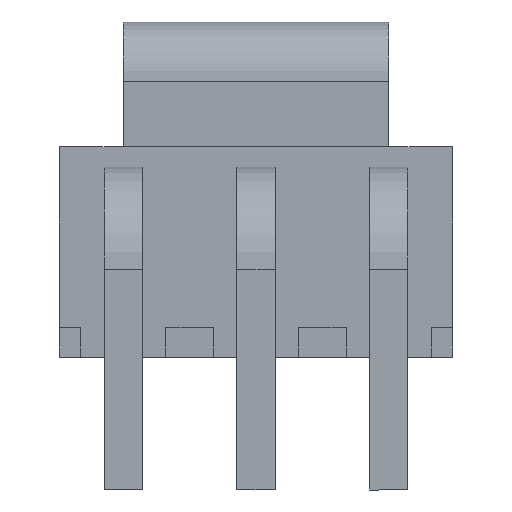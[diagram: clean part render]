
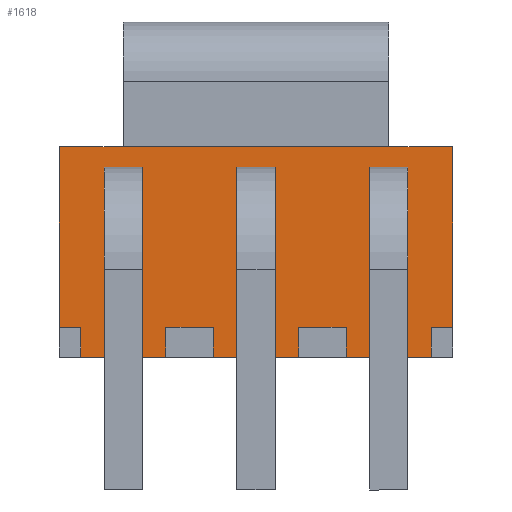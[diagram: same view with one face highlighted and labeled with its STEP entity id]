
A CAD part, front view. The second image highlights one B-rep face of the part: STEP entity #1618.
In plain terms, the highlighted planar face has unit normal (0, -1, 0).
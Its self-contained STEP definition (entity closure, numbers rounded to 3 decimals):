
#1395=CARTESIAN_POINT('',(5.867,5.918,0.889));
#1396=VERTEX_POINT('',#1395);
#1459=CARTESIAN_POINT('',(5.867,5.918,6.286));
#1460=VERTEX_POINT('',#1459);
#1467=CARTESIAN_POINT('',(5.867,5.918,0.889));
#1468=DIRECTION('',(0.0,0.0,1.0));
#1469=VECTOR('',#1468,5.397);
#1470=LINE('',#1467,#1469);
#1471=EDGE_CURVE('',#1396,#1460,#1470,.T.);
#1476=CARTESIAN_POINT('',(6.454,5.918,-0.314));
#1477=DIRECTION('',(0.0,-1.0,0.0));
#1478=DIRECTION('',(0.0,0.0,1.0));
#1479=AXIS2_PLACEMENT_3D('',#1476,#1477,#1478);
#1480=PLANE('',#1479);
#1481=CARTESIAN_POINT('',(-3.962,5.918,6.287));
#1482=VERTEX_POINT('',#1481);
#1483=CARTESIAN_POINT('',(-5.867,5.918,6.287));
#1484=VERTEX_POINT('',#1483);
#1485=CARTESIAN_POINT('',(-3.962,5.918,6.287));
#1486=DIRECTION('',(-1.0,0.0,0.0));
#1487=VECTOR('',#1486,1.905);
#1488=LINE('',#1485,#1487);
#1489=EDGE_CURVE('',#1482,#1484,#1488,.T.);
#1490=ORIENTED_EDGE('',*,*,#1489,.T.);
#1491=CARTESIAN_POINT('',(-5.867,5.918,0.889));
#1492=VERTEX_POINT('',#1491);
#1493=CARTESIAN_POINT('',(-5.867,5.918,0.889));
#1494=DIRECTION('',(0.0,0.0,1.0));
#1495=VECTOR('',#1494,5.397);
#1496=LINE('',#1493,#1495);
#1497=EDGE_CURVE('',#1492,#1484,#1496,.T.);
#1498=ORIENTED_EDGE('',*,*,#1497,.F.);
#1499=CARTESIAN_POINT('',(-5.232,5.918,0.889));
#1500=VERTEX_POINT('',#1499);
#1501=CARTESIAN_POINT('',(-5.232,5.918,0.889));
#1502=DIRECTION('',(-1.0,0.0,0.0));
#1503=VECTOR('',#1502,0.635);
#1504=LINE('',#1501,#1503);
#1505=EDGE_CURVE('',#1500,#1492,#1504,.T.);
#1506=ORIENTED_EDGE('',*,*,#1505,.F.);
#1507=CARTESIAN_POINT('',(-5.232,5.918,0.));
#1508=VERTEX_POINT('',#1507);
#1509=CARTESIAN_POINT('',(-5.232,5.918,0.));
#1510=DIRECTION('',(0.0,0.0,1.0));
#1511=VECTOR('',#1510,0.889);
#1512=LINE('',#1509,#1511);
#1513=EDGE_CURVE('',#1508,#1500,#1512,.T.);
#1514=ORIENTED_EDGE('',*,*,#1513,.F.);
#1515=CARTESIAN_POINT('',(-2.692,5.918,0.));
#1516=VERTEX_POINT('',#1515);
#1517=CARTESIAN_POINT('',(-5.232,5.918,0.));
#1518=DIRECTION('',(1.0,0.0,0.0));
#1519=VECTOR('',#1518,2.54);
#1520=LINE('',#1517,#1519);
#1521=EDGE_CURVE('',#1508,#1516,#1520,.T.);
#1522=ORIENTED_EDGE('',*,*,#1521,.T.);
#1523=CARTESIAN_POINT('',(-2.692,5.918,0.889));
#1524=VERTEX_POINT('',#1523);
#1525=CARTESIAN_POINT('',(-2.692,5.918,0.));
#1526=DIRECTION('',(0.0,0.0,1.0));
#1527=VECTOR('',#1526,0.889);
#1528=LINE('',#1525,#1527);
#1529=EDGE_CURVE('',#1516,#1524,#1528,.T.);
#1530=ORIENTED_EDGE('',*,*,#1529,.T.);
#1531=CARTESIAN_POINT('',(-1.27,5.918,0.889));
#1532=VERTEX_POINT('',#1531);
#1533=CARTESIAN_POINT('',(-1.27,5.918,0.889));
#1534=DIRECTION('',(-1.0,0.0,0.0));
#1535=VECTOR('',#1534,1.422);
#1536=LINE('',#1533,#1535);
#1537=EDGE_CURVE('',#1532,#1524,#1536,.T.);
#1538=ORIENTED_EDGE('',*,*,#1537,.F.);
#1539=CARTESIAN_POINT('',(-1.27,5.918,0.));
#1540=VERTEX_POINT('',#1539);
#1541=CARTESIAN_POINT('',(-1.27,5.918,0.));
#1542=DIRECTION('',(0.0,0.0,1.0));
#1543=VECTOR('',#1542,0.889);
#1544=LINE('',#1541,#1543);
#1545=EDGE_CURVE('',#1540,#1532,#1544,.T.);
#1546=ORIENTED_EDGE('',*,*,#1545,.F.);
#1547=CARTESIAN_POINT('',(1.27,5.918,0.));
#1548=VERTEX_POINT('',#1547);
#1549=CARTESIAN_POINT('',(-1.27,5.918,0.));
#1550=DIRECTION('',(1.0,0.0,0.0));
#1551=VECTOR('',#1550,2.54);
#1552=LINE('',#1549,#1551);
#1553=EDGE_CURVE('',#1540,#1548,#1552,.T.);
#1554=ORIENTED_EDGE('',*,*,#1553,.T.);
#1555=CARTESIAN_POINT('',(1.27,5.918,0.889));
#1556=VERTEX_POINT('',#1555);
#1557=CARTESIAN_POINT('',(1.27,5.918,0.));
#1558=DIRECTION('',(0.0,0.0,1.0));
#1559=VECTOR('',#1558,0.889);
#1560=LINE('',#1557,#1559);
#1561=EDGE_CURVE('',#1548,#1556,#1560,.T.);
#1562=ORIENTED_EDGE('',*,*,#1561,.T.);
#1563=CARTESIAN_POINT('',(2.692,5.918,0.889));
#1564=VERTEX_POINT('',#1563);
#1565=CARTESIAN_POINT('',(2.692,5.918,0.889));
#1566=DIRECTION('',(-1.0,0.0,0.0));
#1567=VECTOR('',#1566,1.422);
#1568=LINE('',#1565,#1567);
#1569=EDGE_CURVE('',#1564,#1556,#1568,.T.);
#1570=ORIENTED_EDGE('',*,*,#1569,.F.);
#1571=CARTESIAN_POINT('',(2.692,5.918,0.0));
#1572=VERTEX_POINT('',#1571);
#1573=CARTESIAN_POINT('',(2.692,5.918,0.0));
#1574=DIRECTION('',(0.0,0.0,1.0));
#1575=VECTOR('',#1574,0.889);
#1576=LINE('',#1573,#1575);
#1577=EDGE_CURVE('',#1572,#1564,#1576,.T.);
#1578=ORIENTED_EDGE('',*,*,#1577,.F.);
#1579=CARTESIAN_POINT('',(5.232,5.918,0.));
#1580=VERTEX_POINT('',#1579);
#1581=CARTESIAN_POINT('',(2.692,5.918,0.0));
#1582=DIRECTION('',(1.0,0.0,0.0));
#1583=VECTOR('',#1582,2.54);
#1584=LINE('',#1581,#1583);
#1585=EDGE_CURVE('',#1572,#1580,#1584,.T.);
#1586=ORIENTED_EDGE('',*,*,#1585,.T.);
#1587=CARTESIAN_POINT('',(5.232,5.918,0.889));
#1588=VERTEX_POINT('',#1587);
#1589=CARTESIAN_POINT('',(5.232,5.918,0.));
#1590=DIRECTION('',(0.0,0.0,1.0));
#1591=VECTOR('',#1590,0.889);
#1592=LINE('',#1589,#1591);
#1593=EDGE_CURVE('',#1580,#1588,#1592,.T.);
#1594=ORIENTED_EDGE('',*,*,#1593,.T.);
#1595=CARTESIAN_POINT('',(5.867,5.918,0.889));
#1596=DIRECTION('',(-1.0,0.0,0.0));
#1597=VECTOR('',#1596,0.635);
#1598=LINE('',#1595,#1597);
#1599=EDGE_CURVE('',#1396,#1588,#1598,.T.);
#1600=ORIENTED_EDGE('',*,*,#1599,.F.);
#1601=ORIENTED_EDGE('',*,*,#1471,.T.);
#1602=CARTESIAN_POINT('',(3.962,5.918,6.286));
#1603=VERTEX_POINT('',#1602);
#1604=CARTESIAN_POINT('',(5.867,5.918,6.286));
#1605=DIRECTION('',(-1.0,0.0,0.0));
#1606=VECTOR('',#1605,1.905);
#1607=LINE('',#1604,#1606);
#1608=EDGE_CURVE('',#1460,#1603,#1607,.T.);
#1609=ORIENTED_EDGE('',*,*,#1608,.T.);
#1610=CARTESIAN_POINT('',(3.962,5.918,6.286));
#1611=DIRECTION('',(-1.0,0.0,0.0));
#1612=VECTOR('',#1611,7.925);
#1613=LINE('',#1610,#1612);
#1614=EDGE_CURVE('',#1603,#1482,#1613,.T.);
#1615=ORIENTED_EDGE('',*,*,#1614,.T.);
#1616=EDGE_LOOP('',(#1490,#1498,#1506,#1514,#1522,#1530,#1538,#1546,#1554,#1562,#1570,#1578,#1586,#1594,#1600,#1601,#1609,#1615));
#1617=FACE_OUTER_BOUND('',#1616,.T.);
#1618=ADVANCED_FACE('',(#1617),#1480,.T.);
